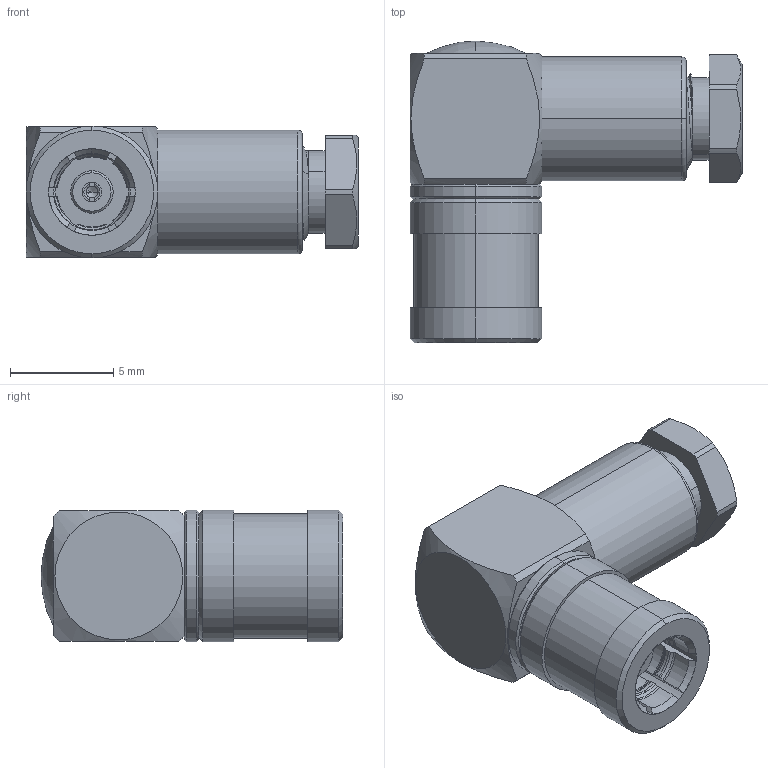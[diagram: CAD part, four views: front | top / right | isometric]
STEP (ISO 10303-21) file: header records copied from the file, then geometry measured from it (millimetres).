
FILE_DESCRIPTION (( 'STEP AP214' ), '1' );
FILE_NAME ('ÑÖÍÊ.434531.020-01ÑÁ_Ðîçåòêà+äëÿ ïîòðåáèòåëÿ.STEP', '2018-12-03T06:55:32', ( 'User' ), ( '' ), 'SwSTEP 2.0', 'SolidWorks 2016', '' );
FILE_SCHEMA (( 'AUTOMOTIVE_DESIGN' ));
Length unit declared in the file: millimetre
Products named in the file (1): ÑÖÍÊ.434531.020-01ÑÁ_Ðîçåòêà+äëÿ ïîòðåáèòåëÿ
Bounding box: 16.11 x 14.65 x 6.4 mm (x, y, z)
Volume: 677.5 mm3; surface area: 715.3 mm2
Topology: 1 solids, 1 shells, 185 faces, 490 edges, 315 vertices
Faces by surface type: cylinder 51, plane 51, cone 43, torus 35, bspline 3, sphere 2
Entity records: 8879 total; most frequent: CARTESIAN_POINT 2332, ORIENTED_EDGE 976, DIRECTION 939, EDGE_CURVE 488, AXIS2_PLACEMENT_3D 390, VERTEX_POINT 315, CIRCLE 207, EDGE_LOOP 195
